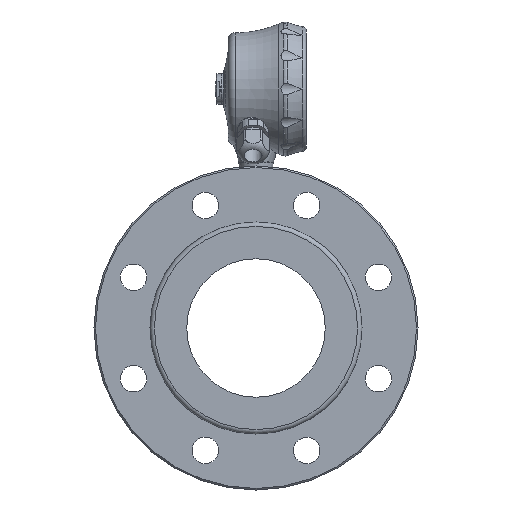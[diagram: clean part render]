
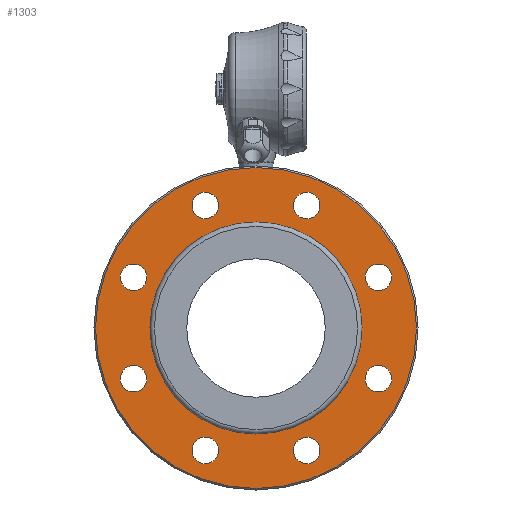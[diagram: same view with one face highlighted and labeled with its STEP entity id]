
A CAD part, front view. The second image highlights one B-rep face of the part: STEP entity #1303.
In plain terms, the highlighted planar face has unit normal (0, -1, 0).
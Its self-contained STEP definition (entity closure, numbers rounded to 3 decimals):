
#1303 = ADVANCED_FACE( '', ( #2835, #2836, #2837, #2838, #2839, #2840, #2841, #2842, #2843, #2844 ), #2845, .T. );
#2835 = FACE_OUTER_BOUND( '', #5154, .T. );
#2836 = FACE_BOUND( '', #5155, .T. );
#2837 = FACE_BOUND( '', #5156, .T. );
#2838 = FACE_BOUND( '', #5157, .T. );
#2839 = FACE_BOUND( '', #5158, .T. );
#2840 = FACE_BOUND( '', #5159, .T. );
#2841 = FACE_BOUND( '', #5160, .T. );
#2842 = FACE_BOUND( '', #5161, .T. );
#2843 = FACE_BOUND( '', #5162, .T. );
#2844 = FACE_BOUND( '', #5163, .T. );
#2845 = PLANE( '', #5164 );
#5154 = EDGE_LOOP( '', ( #8930 ) );
#5155 = EDGE_LOOP( '', ( #8931 ) );
#5156 = EDGE_LOOP( '', ( #8932 ) );
#5157 = EDGE_LOOP( '', ( #8933 ) );
#5158 = EDGE_LOOP( '', ( #8934 ) );
#5159 = EDGE_LOOP( '', ( #8935 ) );
#5160 = EDGE_LOOP( '', ( #8936 ) );
#5161 = EDGE_LOOP( '', ( #8937 ) );
#5162 = EDGE_LOOP( '', ( #8938 ) );
#5163 = EDGE_LOOP( '', ( #8939 ) );
#5164 = AXIS2_PLACEMENT_3D( '', #8940, #8941, #8942 );
#8930 = ORIENTED_EDGE( '', *, *, #11782, .T. );
#8931 = ORIENTED_EDGE( '', *, *, #10384, .F. );
#8932 = ORIENTED_EDGE( '', *, *, #11678, .F. );
#8933 = ORIENTED_EDGE( '', *, *, #11014, .F. );
#8934 = ORIENTED_EDGE( '', *, *, #10444, .F. );
#8935 = ORIENTED_EDGE( '', *, *, #11783, .F. );
#8936 = ORIENTED_EDGE( '', *, *, #11784, .F. );
#8937 = ORIENTED_EDGE( '', *, *, #11657, .F. );
#8938 = ORIENTED_EDGE( '', *, *, #10829, .F. );
#8939 = ORIENTED_EDGE( '', *, *, #10432, .F. );
#8940 = CARTESIAN_POINT( '', ( 0., -117., 72. ) );
#8941 = DIRECTION( '', ( 0., -1., 0. ) );
#8942 = DIRECTION( '', ( 0., 0., 1. ) );
#10384 = EDGE_CURVE( '', #12233, #12233, #12234, .T. );
#10432 = EDGE_CURVE( '', #12322, #12322, #12323, .T. );
#10444 = EDGE_CURVE( '', #12343, #12343, #12344, .T. );
#10829 = EDGE_CURVE( '', #13010, #13010, #13011, .T. );
#11014 = EDGE_CURVE( '', #13299, #13299, #13300, .T. );
#11657 = EDGE_CURVE( '', #14215, #14215, #14216, .T. );
#11678 = EDGE_CURVE( '', #14239, #14239, #14240, .T. );
#11782 = EDGE_CURVE( '', #14362, #14362, #14363, .T. );
#11783 = EDGE_CURVE( '', #14364, #14364, #14365, .T. );
#11784 = EDGE_CURVE( '', #14366, #14366, #14367, .T. );
#12233 = VERTEX_POINT( '', #14945 );
#12234 = CIRCLE( '', #14946, 9. );
#12322 = VERTEX_POINT( '', #15119 );
#12323 = CIRCLE( '', #15120, 72. );
#12343 = VERTEX_POINT( '', #15142 );
#12344 = CIRCLE( '', #15143, 9. );
#13010 = VERTEX_POINT( '', #17084 );
#13011 = CIRCLE( '', #17085, 9. );
#13299 = VERTEX_POINT( '', #17791 );
#13300 = CIRCLE( '', #17792, 9. );
#14215 = VERTEX_POINT( '', #20596 );
#14216 = CIRCLE( '', #20597, 9. );
#14239 = VERTEX_POINT( '', #20682 );
#14240 = CIRCLE( '', #20683, 9. );
#14362 = VERTEX_POINT( '', #20941 );
#14363 = CIRCLE( '', #20942, 109. );
#14364 = VERTEX_POINT( '', #20943 );
#14365 = CIRCLE( '', #20944, 9. );
#14366 = VERTEX_POINT( '', #20945 );
#14367 = CIRCLE( '', #20946, 9. );
#14945 = CARTESIAN_POINT( '', ( 76.785, -117., 40.805 ) );
#14946 = AXIS2_PLACEMENT_3D( '', #21634, #21635, #21636 );
#15119 = CARTESIAN_POINT( '', ( 0., -117., 72. ) );
#15120 = AXIS2_PLACEMENT_3D( '', #21682, #21683, #21684 );
#15142 = CARTESIAN_POINT( '', ( -25.442, -117., -83.149 ) );
#15143 = AXIS2_PLACEMENT_3D( '', #21705, #21706, #21707 );
#17084 = CARTESIAN_POINT( '', ( 25.442, -117., 83.149 ) );
#17085 = AXIS2_PLACEMENT_3D( '', #22121, #22122, #22123 );
#17791 = CARTESIAN_POINT( '', ( 40.805, -117., -76.785 ) );
#17792 = AXIS2_PLACEMENT_3D( '', #22311, #22312, #22313 );
#20596 = CARTESIAN_POINT( '', ( -40.805, -117., 76.785 ) );
#20597 = AXIS2_PLACEMENT_3D( '', #23019, #23020, #23021 );
#20682 = CARTESIAN_POINT( '', ( 83.149, -117., -25.442 ) );
#20683 = AXIS2_PLACEMENT_3D( '', #23034, #23035, #23036 );
#20941 = CARTESIAN_POINT( '', ( 0., -117., 109. ) );
#20942 = AXIS2_PLACEMENT_3D( '', #23111, #23112, #23113 );
#20943 = CARTESIAN_POINT( '', ( -76.785, -117., -40.805 ) );
#20944 = AXIS2_PLACEMENT_3D( '', #23114, #23115, #23116 );
#20945 = CARTESIAN_POINT( '', ( -83.149, -117., 25.442 ) );
#20946 = AXIS2_PLACEMENT_3D( '', #23117, #23118, #23119 );
#21634 = CARTESIAN_POINT( '', ( 83.149, -117., 34.442 ) );
#21635 = DIRECTION( '', ( 0., -1., 0. ) );
#21636 = DIRECTION( '', ( -0.707, 0., 0.707 ) );
#21682 = CARTESIAN_POINT( '', ( 0., -117., 0. ) );
#21683 = DIRECTION( '', ( 0., -1., 0. ) );
#21684 = DIRECTION( '', ( 0., 0., 1. ) );
#21705 = CARTESIAN_POINT( '', ( -34.442, -117., -83.149 ) );
#21706 = DIRECTION( '', ( 0., -1., 0. ) );
#21707 = DIRECTION( '', ( 1., 0., 0. ) );
#22121 = CARTESIAN_POINT( '', ( 34.442, -117., 83.149 ) );
#22122 = DIRECTION( '', ( 0., -1., 0. ) );
#22123 = DIRECTION( '', ( -1., 0., 0. ) );
#22311 = CARTESIAN_POINT( '', ( 34.442, -117., -83.149 ) );
#22312 = DIRECTION( '', ( 0., -1., 0. ) );
#22313 = DIRECTION( '', ( 0.707, 0., 0.707 ) );
#23019 = CARTESIAN_POINT( '', ( -34.442, -117., 83.149 ) );
#23020 = DIRECTION( '', ( 0., -1., 0. ) );
#23021 = DIRECTION( '', ( -0.707, 0., -0.707 ) );
#23034 = CARTESIAN_POINT( '', ( 83.149, -117., -34.442 ) );
#23035 = DIRECTION( '', ( 0., -1., 0. ) );
#23036 = DIRECTION( '', ( 0., 0., 1. ) );
#23111 = CARTESIAN_POINT( '', ( 0., -117., 0. ) );
#23112 = DIRECTION( '', ( 0., -1., 0. ) );
#23113 = DIRECTION( '', ( 0., 0., 1. ) );
#23114 = CARTESIAN_POINT( '', ( -83.149, -117., -34.442 ) );
#23115 = DIRECTION( '', ( 0., -1., 0. ) );
#23116 = DIRECTION( '', ( 0.707, 0., -0.707 ) );
#23117 = CARTESIAN_POINT( '', ( -83.149, -117., 34.442 ) );
#23118 = DIRECTION( '', ( 0., -1., 0. ) );
#23119 = DIRECTION( '', ( 0., 0., -1. ) );
